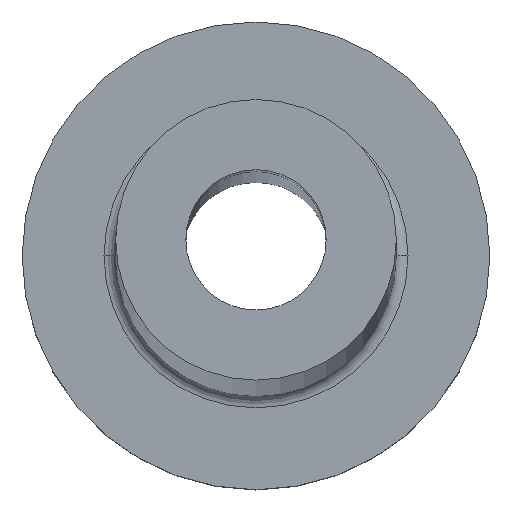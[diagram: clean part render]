
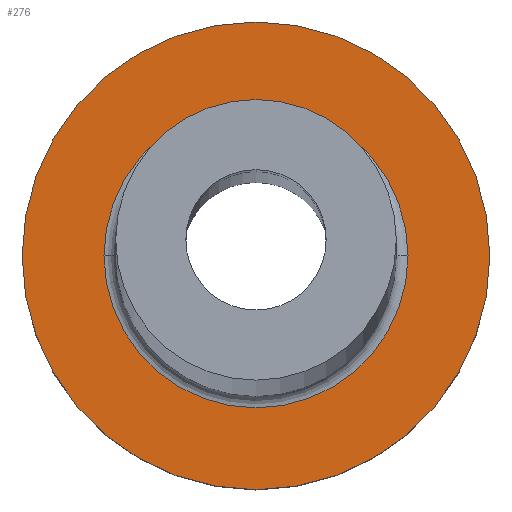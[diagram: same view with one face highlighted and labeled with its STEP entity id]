
A CAD part, top view. The second image highlights one B-rep face of the part: STEP entity #276.
In plain terms, the highlighted planar face has unit normal (0, 0, 1).
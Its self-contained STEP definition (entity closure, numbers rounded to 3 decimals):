
#7 = CARTESIAN_POINT ( 'NONE',  ( 0., 0., 7. ) ) ;
#17 = AXIS2_PLACEMENT_3D ( 'NONE', #204, #308, #127 ) ;
#27 = AXIS2_PLACEMENT_3D ( 'NONE', #256, #358, #182 ) ;
#55 = PLANE ( 'NONE',  #111 ) ;
#101 = VERTEX_POINT ( 'NONE', #321 ) ;
#111 = AXIS2_PLACEMENT_3D ( 'NONE', #195, #154, #332 ) ;
#122 = CIRCLE ( 'NONE', #378, 10. ) ;
#125 = VERTEX_POINT ( 'NONE', #285 ) ;
#127 = DIRECTION ( 'NONE',  ( 1., 0., 0. ) ) ;
#142 = DIRECTION ( 'NONE',  ( 0., 0., 1. ) ) ;
#154 = DIRECTION ( 'NONE',  ( 0., 0., 1. ) ) ;
#157 = DIRECTION ( 'NONE',  ( 1., 0., 0. ) ) ;
#171 = DIRECTION ( 'NONE',  ( 1., 0., 0. ) ) ;
#172 = EDGE_LOOP ( 'NONE', ( #302, #208 ) ) ;
#182 = DIRECTION ( 'NONE',  ( 1., 0., 0. ) ) ;
#185 = EDGE_CURVE ( 'NONE', #125, #381, #409, .T. ) ;
#195 = CARTESIAN_POINT ( 'NONE',  ( 0., 0., 7. ) ) ;
#204 = CARTESIAN_POINT ( 'NONE',  ( 0., 0., 7. ) ) ;
#208 = ORIENTED_EDGE ( 'NONE', *, *, #212, .T. ) ;
#212 = EDGE_CURVE ( 'NONE', #437, #101, #122, .T. ) ;
#238 = EDGE_LOOP ( 'NONE', ( #335, #350 ) ) ;
#242 = CARTESIAN_POINT ( 'NONE',  ( -6.5, 0., 7. ) ) ;
#256 = CARTESIAN_POINT ( 'NONE',  ( 0., 0., 7. ) ) ;
#276 = ADVANCED_FACE ( 'NONE', ( #434, #393 ), #55, .T. ) ;
#285 = CARTESIAN_POINT ( 'NONE',  ( 6.5, 0., 7. ) ) ;
#301 = CARTESIAN_POINT ( 'NONE',  ( 10., 0., 7. ) ) ;
#302 = ORIENTED_EDGE ( 'NONE', *, *, #357, .T. ) ;
#308 = DIRECTION ( 'NONE',  ( 0., 0., -1. ) ) ;
#321 = CARTESIAN_POINT ( 'NONE',  ( -10., 0., 7. ) ) ;
#332 = DIRECTION ( 'NONE',  ( 1., 0., 0. ) ) ;
#335 = ORIENTED_EDGE ( 'NONE', *, *, #185, .T. ) ;
#350 = ORIENTED_EDGE ( 'NONE', *, *, #458, .T. ) ;
#354 = CIRCLE ( 'NONE', #392, 10. ) ;
#357 = EDGE_CURVE ( 'NONE', #101, #437, #354, .T. ) ;
#358 = DIRECTION ( 'NONE',  ( 0., 0., -1. ) ) ;
#371 = CIRCLE ( 'NONE', #17, 6.5 ) ;
#378 = AXIS2_PLACEMENT_3D ( 'NONE', #456, #142, #157 ) ;
#381 = VERTEX_POINT ( 'NONE', #242 ) ;
#382 = DIRECTION ( 'NONE',  ( 0., 0., 1. ) ) ;
#392 = AXIS2_PLACEMENT_3D ( 'NONE', #7, #382, #171 ) ;
#393 = FACE_OUTER_BOUND ( 'NONE', #172, .T. ) ;
#409 = CIRCLE ( 'NONE', #27, 6.5 ) ;
#434 = FACE_BOUND ( 'NONE', #238, .T. ) ;
#437 = VERTEX_POINT ( 'NONE', #301 ) ;
#456 = CARTESIAN_POINT ( 'NONE',  ( 0., 0., 7. ) ) ;
#458 = EDGE_CURVE ( 'NONE', #381, #125, #371, .T. ) ;
